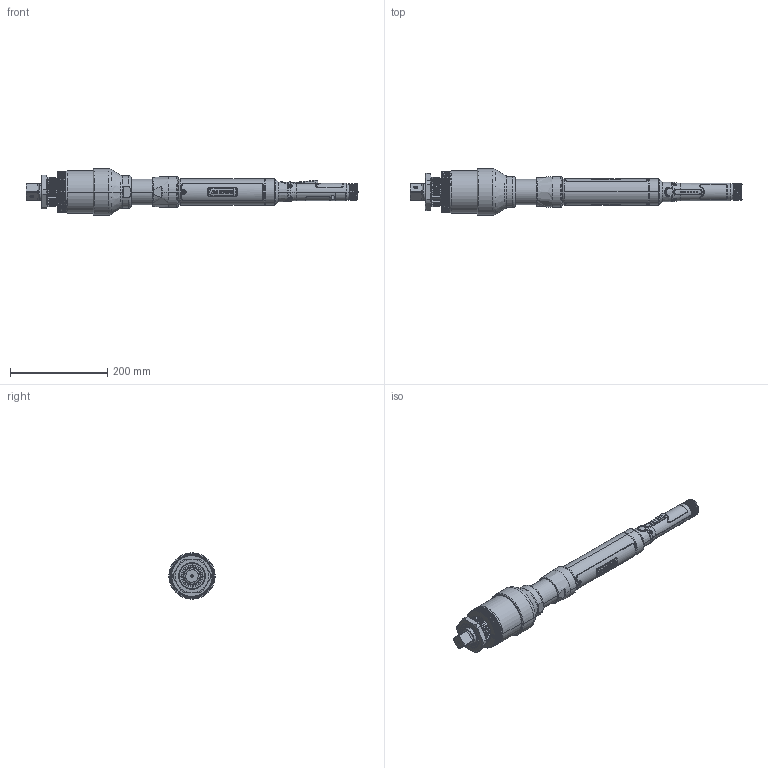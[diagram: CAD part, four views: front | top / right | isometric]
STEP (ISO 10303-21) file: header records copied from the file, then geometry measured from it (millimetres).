
FILE_DESCRIPTION((''),'2;1');
FILE_NAME('EB55LB5-800','2012-09-25T',('EJF1116'),(''),'PRO/ENGINEER BY PARAMETRIC TECHNOLOGY CORPORATION, 2010430','PRO/ENGINEER BY PARAMETRIC TECHNOLOGY CORPORATION, 2010430','');
FILE_SCHEMA(('CONFIG_CONTROL_DESIGN'));
Products named in the file (1): EB55LB5-800
Bounding box: 682.23 x 95 x 95 mm (x, y, z)
Surface area: 171735.8 mm2 (no closed solid volume)
Topology: 0 solids, 283 shells, 666 faces, 3690 edges, 3260 vertices
Faces by surface type: cylinder 250, plane 118, bspline 108, extrusion 72, cone 71, torus 46, sphere 1
Entity records: 52927 total; most frequent: CARTESIAN_POINT 27748, ORIENTED_EDGE 4381, DIRECTION 4278, EDGE_CURVE 3687, VERTEX_POINT 3260, VECTOR 1506, LINE 1434, B_SPLINE_CURVE_WITH_KNOTS 1425
